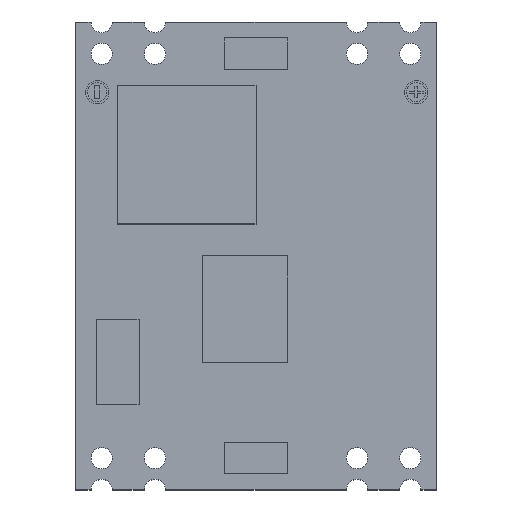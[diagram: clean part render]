
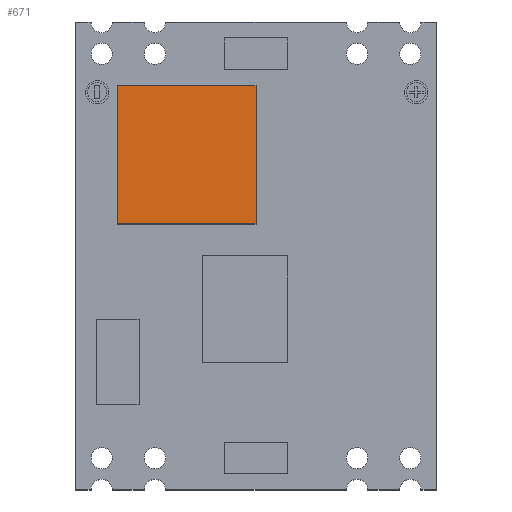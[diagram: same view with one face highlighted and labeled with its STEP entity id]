
A CAD part, top view. The second image highlights one B-rep face of the part: STEP entity #671.
In plain terms, the highlighted planar face has unit normal (0, 0, 1).
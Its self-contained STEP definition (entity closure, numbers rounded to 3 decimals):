
#671=ADVANCED_FACE('',(#919),#2631,.T.);
#919=FACE_OUTER_BOUND('',#1197,.F.);
#1197=EDGE_LOOP('',(#2143,#2144,#2145,#2146));
#2143=ORIENTED_EDGE('',*,*,#5007,.F.);
#2144=ORIENTED_EDGE('',*,*,#5015,.F.);
#2145=ORIENTED_EDGE('',*,*,#5011,.T.);
#2146=ORIENTED_EDGE('',*,*,#5014,.T.);
#2631=PLANE('',#6225);
#3991=LINE('',#9709,#4485);
#3995=LINE('',#9713,#4489);
#3998=LINE('',#9716,#4492);
#3999=LINE('',#9717,#4493);
#4485=VECTOR('',#7274,6.5);
#4489=VECTOR('',#7278,6.5);
#4492=VECTOR('',#7281,6.5);
#4493=VECTOR('',#7282,6.5);
#5007=EDGE_CURVE('',#5497,#5498,#3991,.T.);
#5011=EDGE_CURVE('',#5493,#5494,#3995,.T.);
#5014=EDGE_CURVE('',#5494,#5498,#3998,.T.);
#5015=EDGE_CURVE('',#5493,#5497,#3999,.T.);
#5493=VERTEX_POINT('',#9699);
#5494=VERTEX_POINT('',#9700);
#5497=VERTEX_POINT('',#9703);
#5498=VERTEX_POINT('',#9704);
#6225=AXIS2_PLACEMENT_3D('',#9723,#7292,#7293);
#7274=DIRECTION('',(0.,-1.,0.));
#7278=DIRECTION('',(0.,-1.,0.));
#7281=DIRECTION('',(-1.,0.,0.));
#7282=DIRECTION('',(-1.,0.,0.));
#7292=DIRECTION('',(0.,0.,1.));
#7293=DIRECTION('',(0.,-1.,0.));
#9699=CARTESIAN_POINT('',(-32.,7.474,9.1));
#9700=CARTESIAN_POINT('',(-32.,0.974,9.1));
#9703=CARTESIAN_POINT('',(-38.5,7.474,9.1));
#9704=CARTESIAN_POINT('',(-38.5,0.974,9.1));
#9709=CARTESIAN_POINT('',(-38.5,7.474,9.1));
#9713=CARTESIAN_POINT('',(-32.,7.474,9.1));
#9716=CARTESIAN_POINT('',(-32.,0.974,9.1));
#9717=CARTESIAN_POINT('',(-32.,7.474,9.1));
#9723=CARTESIAN_POINT('',(-38.565,7.539,9.1));
